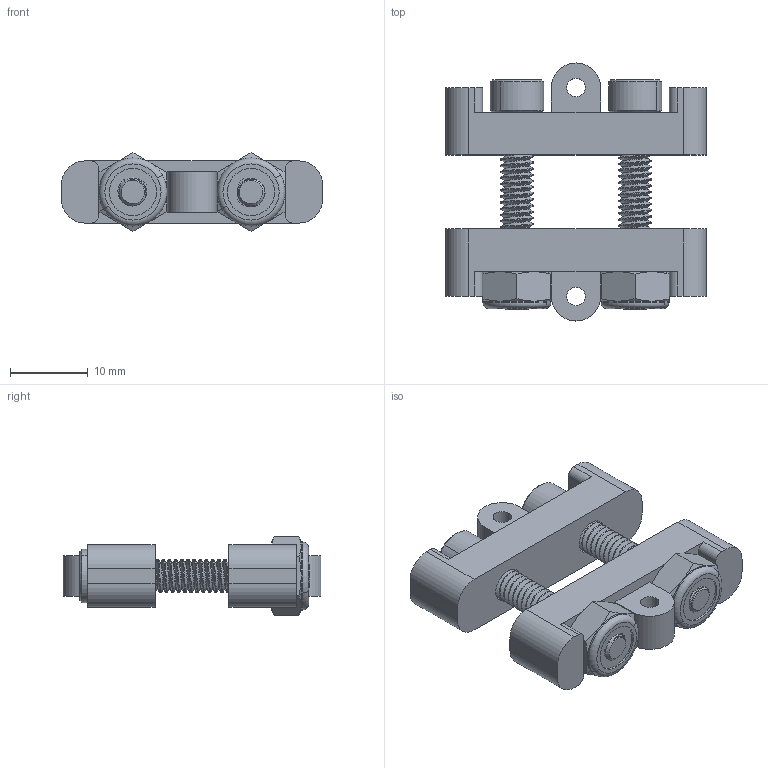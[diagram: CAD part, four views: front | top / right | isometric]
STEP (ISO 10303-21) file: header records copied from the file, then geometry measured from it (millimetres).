
FILE_DESCRIPTION (( 'STEP AP214' ), '1' );
FILE_NAME ('WCP-0051.step', '2023-05-23T21:44:42', ( '' ), ( '' ), 'SwSTEP 2.0', 'SolidWorks 2022', '' );
FILE_SCHEMA (( 'AUTOMOTIVE_DESIGN' ));
Length unit declared in the file: inch
Products named in the file (4): WCP-0051; 8-32 SHCS_1.000; WCP-0325 Rev1; WCP-0051-001 Rev2
Assembly tree (6 placements, depth 2):
  WCP-0051
    WCP-0051-001 Rev2  x2
    8-32 SHCS_1.000  x2
    WCP-0325 Rev1  x2
Bounding box: 33.59 x 33.23 x 10.12 mm (x, y, z)
Volume: 4579.7 mm3; surface area: 4646.8 mm2
Topology: 6 solids, 6 shells, 310 faces, 798 edges, 510 vertices
Faces by surface type: cylinder 178, plane 68, cone 54, bspline 6, torus 4
Entity records: 15736 total; most frequent: CARTESIAN_POINT 12049, ORIENTED_EDGE 798, DIRECTION 636, EDGE_CURVE 399, VERTEX_POINT 255, AXIS2_PLACEMENT_3D 244, EDGE_LOOP 168, FACE_OUTER_BOUND 155
